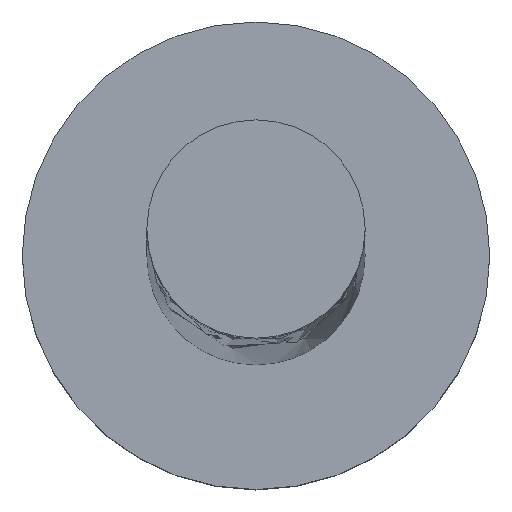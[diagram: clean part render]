
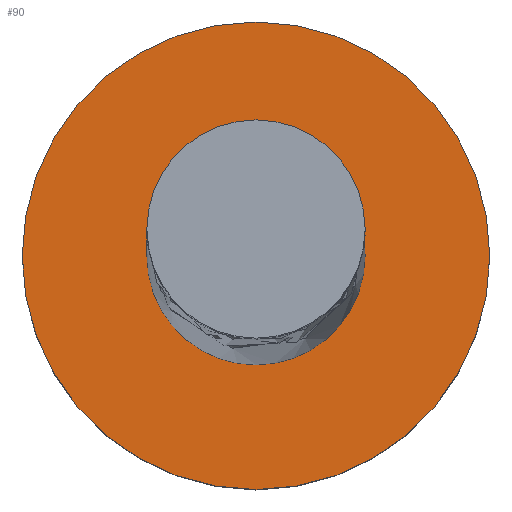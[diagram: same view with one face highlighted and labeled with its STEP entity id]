
A CAD part, top view. The second image highlights one B-rep face of the part: STEP entity #90.
In plain terms, the highlighted planar face has unit normal (0, 0, 1).
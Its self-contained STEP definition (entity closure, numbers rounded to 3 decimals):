
#6 = CARTESIAN_POINT ( 'NONE',  ( -0.7, 0., 1.5 ) ) ;
#90 = ADVANCED_FACE ( 'NONE', ( #197, #303 ), #946, .T. ) ;
#130 = CARTESIAN_POINT ( 'NONE',  ( 0., 0., 1.5 ) ) ;
#171 = ORIENTED_EDGE ( 'NONE', *, *, #274, .T. ) ;
#197 = FACE_BOUND ( 'NONE', #933, .T. ) ;
#208 = VERTEX_POINT ( 'NONE', #229 ) ;
#213 = DIRECTION ( 'NONE',  ( 0., 0., 1. ) ) ;
#229 = CARTESIAN_POINT ( 'NONE',  ( 1.5, 0., 1.5 ) ) ;
#272 = EDGE_LOOP ( 'NONE', ( #171, #1177 ) ) ;
#274 = EDGE_CURVE ( 'NONE', #1255, #208, #1022, .T. ) ;
#303 = FACE_OUTER_BOUND ( 'NONE', #272, .T. ) ;
#368 = CARTESIAN_POINT ( 'NONE',  ( 0.7, 0., 1.5 ) ) ;
#379 = CIRCLE ( 'NONE', #541, 0.7 ) ;
#413 = AXIS2_PLACEMENT_3D ( 'NONE', #1287, #213, #1186 ) ;
#456 = AXIS2_PLACEMENT_3D ( 'NONE', #738, #837, #1149 ) ;
#474 = EDGE_CURVE ( 'NONE', #1225, #1276, #755, .T. ) ;
#491 = DIRECTION ( 'NONE',  ( 1., 0., 0. ) ) ;
#539 = AXIS2_PLACEMENT_3D ( 'NONE', #130, #567, #759 ) ;
#541 = AXIS2_PLACEMENT_3D ( 'NONE', #1259, #747, #491 ) ;
#567 = DIRECTION ( 'NONE',  ( 0., 0., 1. ) ) ;
#738 = CARTESIAN_POINT ( 'NONE',  ( 0., 0., 1.5 ) ) ;
#747 = DIRECTION ( 'NONE',  ( 0., 0., 1. ) ) ;
#755 = CIRCLE ( 'NONE', #539, 0.7 ) ;
#759 = DIRECTION ( 'NONE',  ( 1., 0., 0. ) ) ;
#780 = EDGE_CURVE ( 'NONE', #1276, #1225, #379, .T. ) ;
#811 = CARTESIAN_POINT ( 'NONE',  ( -1.5, 0., 1.5 ) ) ;
#837 = DIRECTION ( 'NONE',  ( 0., 0., 1. ) ) ;
#855 = ORIENTED_EDGE ( 'NONE', *, *, #780, .F. ) ;
#862 = EDGE_CURVE ( 'NONE', #208, #1255, #1038, .T. ) ;
#933 = EDGE_LOOP ( 'NONE', ( #1114, #855 ) ) ;
#946 = PLANE ( 'NONE',  #456 ) ;
#1005 = DIRECTION ( 'NONE',  ( 0., 0., 1. ) ) ;
#1013 = CARTESIAN_POINT ( 'NONE',  ( 0., 0., 1.5 ) ) ;
#1022 = CIRCLE ( 'NONE', #413, 1.5 ) ;
#1038 = CIRCLE ( 'NONE', #1329, 1.5 ) ;
#1114 = ORIENTED_EDGE ( 'NONE', *, *, #474, .F. ) ;
#1149 = DIRECTION ( 'NONE',  ( 1., 0., 0. ) ) ;
#1177 = ORIENTED_EDGE ( 'NONE', *, *, #862, .T. ) ;
#1186 = DIRECTION ( 'NONE',  ( 1., 0., 0. ) ) ;
#1193 = DIRECTION ( 'NONE',  ( 1., 0., 0. ) ) ;
#1225 = VERTEX_POINT ( 'NONE', #6 ) ;
#1255 = VERTEX_POINT ( 'NONE', #811 ) ;
#1259 = CARTESIAN_POINT ( 'NONE',  ( 0., 0., 1.5 ) ) ;
#1276 = VERTEX_POINT ( 'NONE', #368 ) ;
#1287 = CARTESIAN_POINT ( 'NONE',  ( 0., 0., 1.5 ) ) ;
#1329 = AXIS2_PLACEMENT_3D ( 'NONE', #1013, #1005, #1193 ) ;
